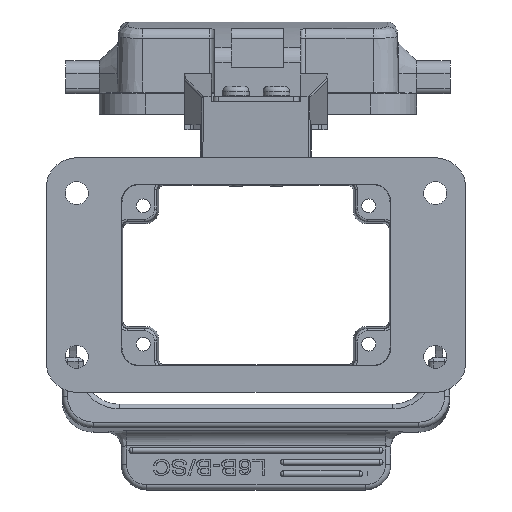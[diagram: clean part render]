
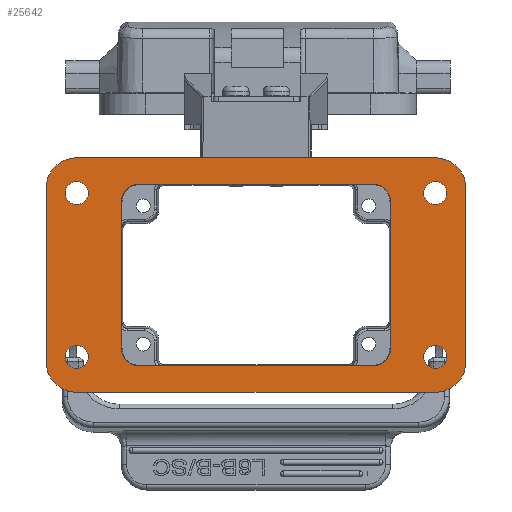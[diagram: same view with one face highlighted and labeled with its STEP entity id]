
A CAD part, front view. The second image highlights one B-rep face of the part: STEP entity #25642.
In plain terms, the highlighted planar face has unit normal (0, -1, 0).
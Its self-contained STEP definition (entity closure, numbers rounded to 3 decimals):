
#3687=CARTESIAN_POINT('',(6.,0.,-66.532));
#3688=DIRECTION('',(0.,1.,0.));
#3689=DIRECTION('',(0.,0.,-1.));
#3690=AXIS2_PLACEMENT_3D('',#3687,#3688,#3689);
#3692=DIRECTION('',(0.,0.,1.));
#3693=VECTOR('',#3692,33.8);
#3694=CARTESIAN_POINT('',(0.,0.,-66.532));
#3695=LINE('',#3694,#3693);
#3696=CARTESIAN_POINT('',(6.,0.,-32.732));
#3697=DIRECTION('',(0.,1.,0.));
#3698=DIRECTION('',(-1.,0.,0.));
#3699=AXIS2_PLACEMENT_3D('',#3696,#3697,#3698);
#3701=DIRECTION('',(1.,0.,0.));
#3702=VECTOR('',#3701,70.);
#3703=CARTESIAN_POINT('',(6.,0.,-26.732));
#3704=LINE('',#3703,#3702);
#3705=CARTESIAN_POINT('',(76.,0.,-32.732));
#3706=DIRECTION('',(0.,1.,0.));
#3707=DIRECTION('',(0.,0.,1.));
#3708=AXIS2_PLACEMENT_3D('',#3705,#3706,#3707);
#3710=DIRECTION('',(0.,0.,-1.));
#3711=VECTOR('',#3710,33.8);
#3712=CARTESIAN_POINT('',(82.,0.,-32.732));
#3713=LINE('',#3712,#3711);
#3714=CARTESIAN_POINT('',(76.,0.,-66.532));
#3715=DIRECTION('',(0.,1.,0.));
#3716=DIRECTION('',(1.,0.,0.));
#3717=AXIS2_PLACEMENT_3D('',#3714,#3715,#3716);
#3719=DIRECTION('',(-1.,0.,0.));
#3720=VECTOR('',#3719,70.);
#3721=CARTESIAN_POINT('',(76.,0.,-72.532));
#3722=LINE('',#3721,#3720);
#3723=CARTESIAN_POINT('',(6.,0.,-65.632));
#3724=DIRECTION('',(0.,-1.,0.));
#3725=DIRECTION('',(1.,0.,0.));
#3726=AXIS2_PLACEMENT_3D('',#3723,#3724,#3725);
#3728=CARTESIAN_POINT('',(6.,0.,-65.632));
#3729=DIRECTION('',(0.,-1.,0.));
#3730=DIRECTION('',(-1.,0.,0.));
#3731=AXIS2_PLACEMENT_3D('',#3728,#3729,#3730);
#3733=CARTESIAN_POINT('',(76.,0.,-65.632));
#3734=DIRECTION('',(0.,-1.,0.));
#3735=DIRECTION('',(1.,0.,0.));
#3736=AXIS2_PLACEMENT_3D('',#3733,#3734,#3735);
#3738=CARTESIAN_POINT('',(76.,0.,-65.632));
#3739=DIRECTION('',(0.,-1.,0.));
#3740=DIRECTION('',(-1.,0.,0.));
#3741=AXIS2_PLACEMENT_3D('',#3738,#3739,#3740);
#3743=CARTESIAN_POINT('',(6.,0.,-33.632));
#3744=DIRECTION('',(0.,-1.,0.));
#3745=DIRECTION('',(1.,0.,0.));
#3746=AXIS2_PLACEMENT_3D('',#3743,#3744,#3745);
#3748=CARTESIAN_POINT('',(6.,0.,-33.632));
#3749=DIRECTION('',(0.,-1.,0.));
#3750=DIRECTION('',(-1.,0.,0.));
#3751=AXIS2_PLACEMENT_3D('',#3748,#3749,#3750);
#3753=CARTESIAN_POINT('',(76.,0.,-33.632));
#3754=DIRECTION('',(0.,-1.,0.));
#3755=DIRECTION('',(1.,0.,0.));
#3756=AXIS2_PLACEMENT_3D('',#3753,#3754,#3755);
#3758=CARTESIAN_POINT('',(76.,0.,-33.632));
#3759=DIRECTION('',(0.,-1.,0.));
#3760=DIRECTION('',(-1.,0.,0.));
#3761=AXIS2_PLACEMENT_3D('',#3758,#3759,#3760);
#3763=CARTESIAN_POINT('',(63.8,0.,-63.882));
#3764=DIRECTION('',(0.,-1.,0.));
#3765=DIRECTION('',(0.,0.,-1.));
#3766=AXIS2_PLACEMENT_3D('',#3763,#3764,#3765);
#3768=CARTESIAN_POINT('',(63.8,0.,-35.382));
#3769=DIRECTION('',(0.,-1.,0.));
#3770=DIRECTION('',(1.,0.,0.));
#3771=AXIS2_PLACEMENT_3D('',#3768,#3769,#3770);
#3773=CARTESIAN_POINT('',(18.2,0.,-35.382));
#3774=DIRECTION('',(0.,-1.,0.));
#3775=DIRECTION('',(0.,0.,1.));
#3776=AXIS2_PLACEMENT_3D('',#3773,#3774,#3775);
#3778=CARTESIAN_POINT('',(18.2,0.,-63.882));
#3779=DIRECTION('',(0.,-1.,0.));
#3780=DIRECTION('',(-1.,0.,0.));
#3781=AXIS2_PLACEMENT_3D('',#3778,#3779,#3780);
#4920=DIRECTION('',(0.,0.,-1.));
#4921=VECTOR('',#4920,28.5);
#4922=CARTESIAN_POINT('',(67.3,0.,-35.382));
#4923=LINE('',#4922,#4921);
#4936=DIRECTION('',(-1.,0.,0.));
#4937=VECTOR('',#4936,45.6);
#4938=CARTESIAN_POINT('',(63.8,0.,-67.382));
#4939=LINE('',#4938,#4937);
#5242=DIRECTION('',(0.,0.,1.));
#5243=VECTOR('',#5242,28.5);
#5244=CARTESIAN_POINT('',(14.7,0.,-63.882));
#5245=LINE('',#5244,#5243);
#5258=DIRECTION('',(1.,0.,0.));
#5259=VECTOR('',#5258,45.6);
#5260=CARTESIAN_POINT('',(18.2,0.,-31.882));
#5261=LINE('',#5260,#5259);
#18054=CARTESIAN_POINT('',(0.,0.,-32.732));
#18055=VERTEX_POINT('',#18054);
#18056=CARTESIAN_POINT('',(6.,0.,-26.732));
#18057=VERTEX_POINT('',#18056);
#18058=CARTESIAN_POINT('',(6.,0.,-72.532));
#18059=VERTEX_POINT('',#18058);
#18060=CARTESIAN_POINT('',(0.,0.,-66.532));
#18061=VERTEX_POINT('',#18060);
#18062=CARTESIAN_POINT('',(82.,0.,-66.532));
#18063=VERTEX_POINT('',#18062);
#18064=CARTESIAN_POINT('',(76.,0.,-72.532));
#18065=VERTEX_POINT('',#18064);
#18066=CARTESIAN_POINT('',(76.,0.,-26.732));
#18067=VERTEX_POINT('',#18066);
#18068=CARTESIAN_POINT('',(82.,0.,-32.732));
#18069=VERTEX_POINT('',#18068);
#18070=CARTESIAN_POINT('',(8.25,0.,-65.632));
#18071=CARTESIAN_POINT('',(3.75,0.,-65.632));
#18072=VERTEX_POINT('',#18070);
#18073=VERTEX_POINT('',#18071);
#18074=CARTESIAN_POINT('',(78.25,0.,-65.632));
#18075=CARTESIAN_POINT('',(73.75,0.,-65.632));
#18076=VERTEX_POINT('',#18074);
#18077=VERTEX_POINT('',#18075);
#18078=CARTESIAN_POINT('',(8.25,0.,-33.632));
#18079=CARTESIAN_POINT('',(3.75,0.,-33.632));
#18080=VERTEX_POINT('',#18078);
#18081=VERTEX_POINT('',#18079);
#18082=CARTESIAN_POINT('',(78.25,0.,-33.632));
#18083=CARTESIAN_POINT('',(73.75,0.,-33.632));
#18084=VERTEX_POINT('',#18082);
#18085=VERTEX_POINT('',#18083);
#18086=CARTESIAN_POINT('',(63.8,0.,-67.382));
#18087=CARTESIAN_POINT('',(18.2,0.,-67.382));
#18088=VERTEX_POINT('',#18086);
#18089=VERTEX_POINT('',#18087);
#18090=CARTESIAN_POINT('',(67.3,0.,-63.882));
#18091=VERTEX_POINT('',#18090);
#18092=CARTESIAN_POINT('',(67.3,0.,-35.382));
#18093=CARTESIAN_POINT('',(63.8,0.,-31.882));
#18094=VERTEX_POINT('',#18092);
#18095=VERTEX_POINT('',#18093);
#18096=CARTESIAN_POINT('',(18.2,0.,-31.882));
#18097=VERTEX_POINT('',#18096);
#18098=CARTESIAN_POINT('',(14.7,0.,-35.382));
#18099=VERTEX_POINT('',#18098);
#18100=CARTESIAN_POINT('',(14.7,0.,-63.882));
#18101=VERTEX_POINT('',#18100);
#25585=CARTESIAN_POINT('',(41.,0.,-49.632));
#25586=DIRECTION('',(0.,1.,0.));
#25587=DIRECTION('',(1.,0.,0.));
#25588=AXIS2_PLACEMENT_3D('',#25585,#25586,#25587);
#25589=PLANE('',#25588);
#25590=ORIENTED_EDGE('',*,*,#25525,.T.);
#25591=ORIENTED_EDGE('',*,*,#25511,.T.);
#25592=ORIENTED_EDGE('',*,*,#25497,.T.);
#25593=ORIENTED_EDGE('',*,*,#25016,.T.);
#25594=ORIENTED_EDGE('',*,*,#25580,.T.);
#25595=ORIENTED_EDGE('',*,*,#25567,.T.);
#25596=ORIENTED_EDGE('',*,*,#25553,.T.);
#25597=ORIENTED_EDGE('',*,*,#25539,.T.);
#25598=EDGE_LOOP('',(#25590,#25591,#25592,#25593,#25594,#25595,#25596,#25597));
#25599=FACE_OUTER_BOUND('',#25598,.F.);
#25601=ORIENTED_EDGE('',*,*,#25600,.T.);
#25603=ORIENTED_EDGE('',*,*,#25602,.T.);
#25604=EDGE_LOOP('',(#25601,#25603));
#25605=FACE_BOUND('',#25604,.F.);
#25607=ORIENTED_EDGE('',*,*,#25606,.T.);
#25609=ORIENTED_EDGE('',*,*,#25608,.T.);
#25610=EDGE_LOOP('',(#25607,#25609));
#25611=FACE_BOUND('',#25610,.F.);
#25613=ORIENTED_EDGE('',*,*,#25612,.T.);
#25615=ORIENTED_EDGE('',*,*,#25614,.T.);
#25616=EDGE_LOOP('',(#25613,#25615));
#25617=FACE_BOUND('',#25616,.F.);
#25619=ORIENTED_EDGE('',*,*,#25618,.T.);
#25621=ORIENTED_EDGE('',*,*,#25620,.T.);
#25622=EDGE_LOOP('',(#25619,#25621));
#25623=FACE_BOUND('',#25622,.F.);
#25625=ORIENTED_EDGE('',*,*,#25624,.F.);
#25627=ORIENTED_EDGE('',*,*,#25626,.T.);
#25629=ORIENTED_EDGE('',*,*,#25628,.F.);
#25631=ORIENTED_EDGE('',*,*,#25630,.T.);
#25633=ORIENTED_EDGE('',*,*,#25632,.F.);
#25635=ORIENTED_EDGE('',*,*,#25634,.T.);
#25637=ORIENTED_EDGE('',*,*,#25636,.F.);
#25639=ORIENTED_EDGE('',*,*,#25638,.T.);
#25640=EDGE_LOOP('',(#25625,#25627,#25629,#25631,#25633,#25635,#25637,#25639));
#25641=FACE_BOUND('',#25640,.F.);
#3691=CIRCLE('',#3690,6.);
#3700=CIRCLE('',#3699,6.);
#3709=CIRCLE('',#3708,6.);
#3718=CIRCLE('',#3717,6.);
#3727=CIRCLE('',#3726,2.25);
#3732=CIRCLE('',#3731,2.25);
#3737=CIRCLE('',#3736,2.25);
#3742=CIRCLE('',#3741,2.25);
#3747=CIRCLE('',#3746,2.25);
#3752=CIRCLE('',#3751,2.25);
#3757=CIRCLE('',#3756,2.25);
#3762=CIRCLE('',#3761,2.25);
#3767=CIRCLE('',#3766,3.5);
#3772=CIRCLE('',#3771,3.5);
#3777=CIRCLE('',#3776,3.5);
#3782=CIRCLE('',#3781,3.5);
#25016=EDGE_CURVE('',#18057,#18067,#3704,.T.);
#25497=EDGE_CURVE('',#18055,#18057,#3700,.T.);
#25511=EDGE_CURVE('',#18061,#18055,#3695,.T.);
#25525=EDGE_CURVE('',#18059,#18061,#3691,.T.);
#25539=EDGE_CURVE('',#18065,#18059,#3722,.T.);
#25553=EDGE_CURVE('',#18063,#18065,#3718,.T.);
#25567=EDGE_CURVE('',#18069,#18063,#3713,.T.);
#25580=EDGE_CURVE('',#18067,#18069,#3709,.T.);
#25600=EDGE_CURVE('',#18072,#18073,#3727,.T.);
#25602=EDGE_CURVE('',#18073,#18072,#3732,.T.);
#25606=EDGE_CURVE('',#18076,#18077,#3737,.T.);
#25608=EDGE_CURVE('',#18077,#18076,#3742,.T.);
#25612=EDGE_CURVE('',#18080,#18081,#3747,.T.);
#25614=EDGE_CURVE('',#18081,#18080,#3752,.T.);
#25618=EDGE_CURVE('',#18084,#18085,#3757,.T.);
#25620=EDGE_CURVE('',#18085,#18084,#3762,.T.);
#25624=EDGE_CURVE('',#18088,#18089,#4939,.T.);
#25626=EDGE_CURVE('',#18088,#18091,#3767,.T.);
#25628=EDGE_CURVE('',#18094,#18091,#4923,.T.);
#25630=EDGE_CURVE('',#18094,#18095,#3772,.T.);
#25632=EDGE_CURVE('',#18097,#18095,#5261,.T.);
#25634=EDGE_CURVE('',#18097,#18099,#3777,.T.);
#25636=EDGE_CURVE('',#18101,#18099,#5245,.T.);
#25638=EDGE_CURVE('',#18101,#18089,#3782,.T.);
#25642=ADVANCED_FACE('',(#25599,#25605,#25611,#25617,#25623,#25641),#25589,.F.);
